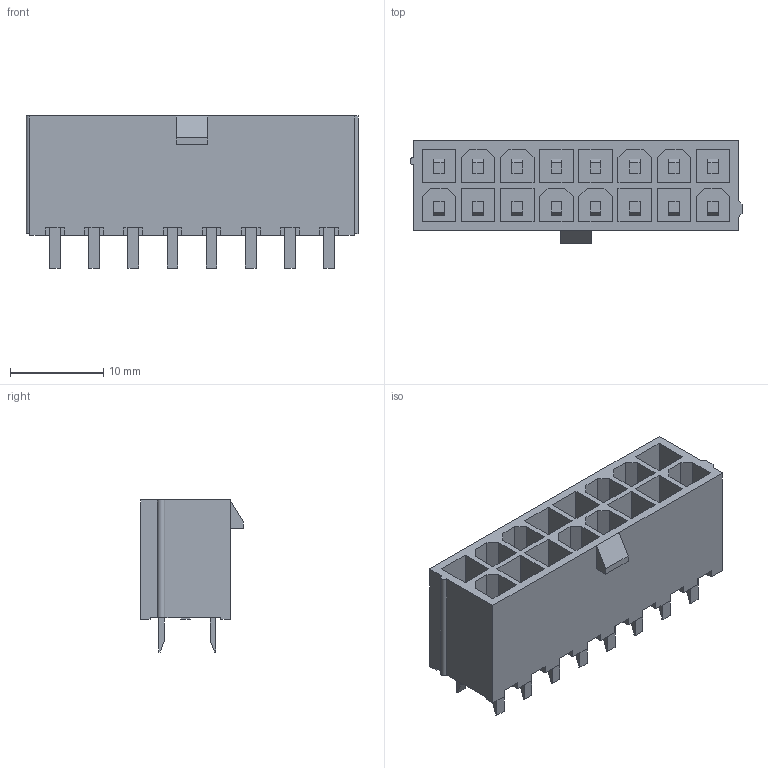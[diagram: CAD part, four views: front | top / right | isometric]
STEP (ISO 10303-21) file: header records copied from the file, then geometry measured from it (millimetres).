
FILE_DESCRIPTION((''),'2;1');
FILE_NAME('MOLEX_39-28-1163.stp','2015-08-19T19:52:02',(''),(''),'Mechanical Desktop 2011','Mechanical Desktop 2011',', , ');
FILE_SCHEMA(('AUTOMOTIVE_DESIGN { 1 2 10303 214 1 1 1 1 }'));
Length unit declared in the file: millimetre
Products named in the file (1): Product
Bounding box: 35.6 x 11 x 16.3 mm (x, y, z)
Volume: 2471.5 mm3; surface area: 4661.2 mm2
Topology: 33 solids, 33 shells, 473 faces, 1171 edges, 780 vertices
Faces by surface type: plane 472, cylinder 1
Entity records: 13731 total; most frequent: CARTESIAN_POINT 2425, ORIENTED_EDGE 2342, DIRECTION 2121, EDGE_CURVE 1171, VECTOR 1169, LINE 1169, VERTEX_POINT 780, EDGE_LOOP 489
